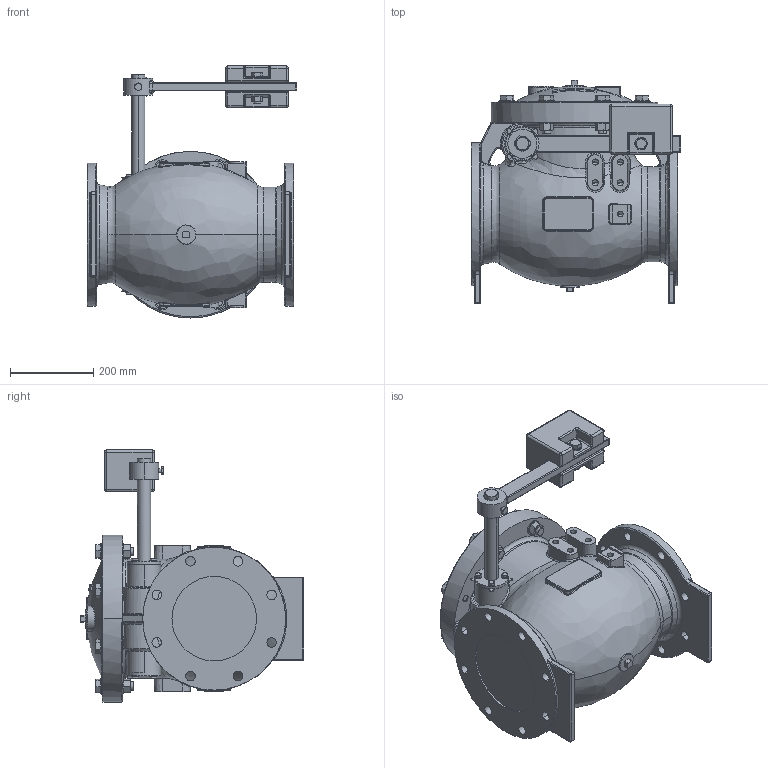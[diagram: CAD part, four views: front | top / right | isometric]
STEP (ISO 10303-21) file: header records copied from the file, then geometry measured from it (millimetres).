
FILE_DESCRIPTION((''),'2;1');
FILE_NAME('7808LW_SW0001','2023-10-30T14:31:49',('jlesh'),(''),'CREO PARAMETRIC BY PTC INC, 2023072','CREO PARAMETRIC BY PTC INC, 2023072','');
FILE_SCHEMA(('AUTOMOTIVE_DESIGN { 1 0 10303 214 1 1 1 1 }'));
Products named in the file (1): 7808LW_SW0001
Bounding box: 502.5 x 536.68 x 605 mm (x, y, z)
Volume: 51332160.7 mm3; surface area: 1449175.4 mm2
Topology: 3 solids, 4 shells, 1378 faces, 3258 edges, 1953 vertices
Faces by surface type: plane 483, cylinder 381, cone 240, bspline 168, torus 83, sphere 23
Entity records: 65715 total; most frequent: CARTESIAN_POINT 28108, ORIENTED_EDGE 6472, DIRECTION 6153, EDGE_CURVE 3236, AXIS2_PLACEMENT_3D 2501, VERTEX_POINT 1953, EDGE_LOOP 1533, FACE_OUTER_BOUND 1378
